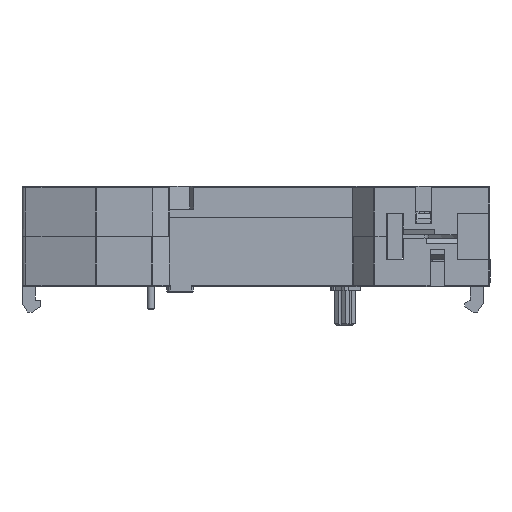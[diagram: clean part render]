
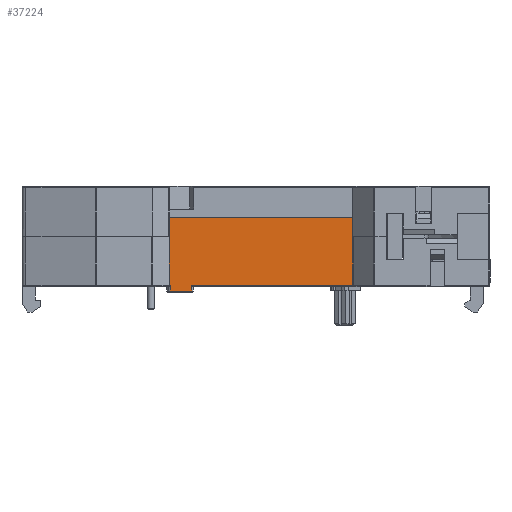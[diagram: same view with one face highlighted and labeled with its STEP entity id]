
A CAD part, front view. The second image highlights one B-rep face of the part: STEP entity #37224.
In plain terms, the highlighted planar face has unit normal (0, -1, 0).
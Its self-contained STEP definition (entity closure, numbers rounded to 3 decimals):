
#517 = VERTEX_POINT ( 'NONE', #6177 ) ;
#641 = DIRECTION ( 'NONE',  ( 0., 0., 1. ) ) ;
#696 = ORIENTED_EDGE ( 'NONE', *, *, #1390, .F. ) ;
#1062 = EDGE_CURVE ( 'NONE', #517, #13502, #15178, .T. ) ;
#1390 = EDGE_CURVE ( 'NONE', #33094, #2377, #2885, .T. ) ;
#1879 = EDGE_CURVE ( 'NONE', #2687, #21717, #4381, .T. ) ;
#2377 = VERTEX_POINT ( 'NONE', #40182 ) ;
#2687 = VERTEX_POINT ( 'NONE', #3228 ) ;
#2843 = ORIENTED_EDGE ( 'NONE', *, *, #1062, .F. ) ;
#2885 = LINE ( 'NONE', #7683, #9518 ) ;
#3228 = CARTESIAN_POINT ( 'NONE',  ( 17.7, -60.1, -4.3 ) ) ;
#4126 = VECTOR ( 'NONE', #35890, 1000. ) ;
#4381 = LINE ( 'NONE', #30311, #24351 ) ;
#4453 = CARTESIAN_POINT ( 'NONE',  ( 17.7, -60.1, -15.3 ) ) ;
#4815 = CARTESIAN_POINT ( 'NONE',  ( 17.7, -60.1, -17.3 ) ) ;
#5363 = ORIENTED_EDGE ( 'NONE', *, *, #10878, .F. ) ;
#6177 = CARTESIAN_POINT ( 'NONE',  ( 17.7, -60.1, -16.3 ) ) ;
#6211 = LINE ( 'NONE', #25977, #4126 ) ;
#6385 = CARTESIAN_POINT ( 'NONE',  ( 17.7, -60.1, -4.3 ) ) ;
#6587 = LINE ( 'NONE', #16657, #22525 ) ;
#7683 = CARTESIAN_POINT ( 'NONE',  ( -17.7, -60.1, -15.3 ) ) ;
#8529 = ORIENTED_EDGE ( 'NONE', *, *, #28109, .F. ) ;
#9518 = VECTOR ( 'NONE', #14153, 1000. ) ;
#9694 = EDGE_CURVE ( 'NONE', #21641, #31942, #40584, .T. ) ;
#10751 = VECTOR ( 'NONE', #37267, 1000. ) ;
#10878 = EDGE_CURVE ( 'NONE', #37557, #16275, #6211, .T. ) ;
#10973 = FACE_OUTER_BOUND ( 'NONE', #23310, .T. ) ;
#11339 = DIRECTION ( 'NONE',  ( 0., 1., 0. ) ) ;
#11995 = CARTESIAN_POINT ( 'NONE',  ( -10.793, -60.1, -19.678 ) ) ;
#12596 = VECTOR ( 'NONE', #25202, 1000. ) ;
#12957 = DIRECTION ( 'NONE',  ( 0., 0., -1. ) ) ;
#13011 = ORIENTED_EDGE ( 'NONE', *, *, #32057, .F. ) ;
#13502 = VERTEX_POINT ( 'NONE', #23369 ) ;
#14153 = DIRECTION ( 'NONE',  ( 0., 0., 1. ) ) ;
#14824 = CARTESIAN_POINT ( 'NONE',  ( -10.793, -60.1, -17.3 ) ) ;
#15178 = LINE ( 'NONE', #21909, #12596 ) ;
#15353 = AXIS2_PLACEMENT_3D ( 'NONE', #4453, #11339, #33792 ) ;
#16013 = VECTOR ( 'NONE', #27531, 1000. ) ;
#16275 = VERTEX_POINT ( 'NONE', #42155 ) ;
#16374 = LINE ( 'NONE', #6385, #29623 ) ;
#16657 = CARTESIAN_POINT ( 'NONE',  ( -14.52, -60.1, -19.662 ) ) ;
#17726 = VECTOR ( 'NONE', #12957, 1000. ) ;
#18698 = DIRECTION ( 'NONE',  ( 0., 0., -1. ) ) ;
#18922 = LINE ( 'NONE', #33849, #10751 ) ;
#19526 = ORIENTED_EDGE ( 'NONE', *, *, #1879, .F. ) ;
#21641 = VERTEX_POINT ( 'NONE', #14824 ) ;
#21717 = VERTEX_POINT ( 'NONE', #32091 ) ;
#21909 = CARTESIAN_POINT ( 'NONE',  ( 42.19, -60.1, -16.3 ) ) ;
#22525 = VECTOR ( 'NONE', #641, 1000. ) ;
#22680 = LINE ( 'NONE', #11995, #36489 ) ;
#22868 = ORIENTED_EDGE ( 'NONE', *, *, #9694, .F. ) ;
#23310 = EDGE_LOOP ( 'NONE', ( #2843, #13011, #19526, #8529, #696, #36076, #5363, #27127, #22868, #26300 ) ) ;
#23369 = CARTESIAN_POINT ( 'NONE',  ( -10.793, -60.1, -16.3 ) ) ;
#24351 = VECTOR ( 'NONE', #26890, 1000. ) ;
#25202 = DIRECTION ( 'NONE',  ( -1., 0., 0. ) ) ;
#25977 = CARTESIAN_POINT ( 'NONE',  ( 42.19, -60.1, -16.3 ) ) ;
#26076 = CARTESIAN_POINT ( 'NONE',  ( 17.7, -60.1, -15.3 ) ) ;
#26300 = ORIENTED_EDGE ( 'NONE', *, *, #37894, .F. ) ;
#26381 = LINE ( 'NONE', #26076, #17726 ) ;
#26890 = DIRECTION ( 'NONE',  ( 0., 0., -1. ) ) ;
#27127 = ORIENTED_EDGE ( 'NONE', *, *, #41477, .F. ) ;
#27531 = DIRECTION ( 'NONE',  ( -1., 0., 0. ) ) ;
#28109 = EDGE_CURVE ( 'NONE', #2377, #2687, #16374, .T. ) ;
#28267 = EDGE_CURVE ( 'NONE', #16275, #33094, #18922, .T. ) ;
#29623 = VECTOR ( 'NONE', #30069, 1000. ) ;
#30069 = DIRECTION ( 'NONE',  ( 1., 0., 0. ) ) ;
#30311 = CARTESIAN_POINT ( 'NONE',  ( 17.7, -60.1, -15.3 ) ) ;
#31942 = VERTEX_POINT ( 'NONE', #37563 ) ;
#32057 = EDGE_CURVE ( 'NONE', #21717, #517, #26381, .T. ) ;
#32091 = CARTESIAN_POINT ( 'NONE',  ( 17.7, -60.1, -7.65 ) ) ;
#33094 = VERTEX_POINT ( 'NONE', #42053 ) ;
#33792 = DIRECTION ( 'NONE',  ( 0., 0., 1. ) ) ;
#33849 = CARTESIAN_POINT ( 'NONE',  ( -17.7, -60.1, -15.3 ) ) ;
#35072 = CARTESIAN_POINT ( 'NONE',  ( -14.52, -60.1, -16.3 ) ) ;
#35890 = DIRECTION ( 'NONE',  ( -1., 0., 0. ) ) ;
#36076 = ORIENTED_EDGE ( 'NONE', *, *, #28267, .F. ) ;
#36489 = VECTOR ( 'NONE', #18698, 1000. ) ;
#37212 = PLANE ( 'NONE',  #15353 ) ;
#37224 = ADVANCED_FACE ( 'NONE', ( #10973 ), #37212, .F. ) ;
#37267 = DIRECTION ( 'NONE',  ( 0., 0., 1. ) ) ;
#37557 = VERTEX_POINT ( 'NONE', #35072 ) ;
#37563 = CARTESIAN_POINT ( 'NONE',  ( -14.52, -60.1, -17.3 ) ) ;
#37894 = EDGE_CURVE ( 'NONE', #13502, #21641, #22680, .T. ) ;
#40182 = CARTESIAN_POINT ( 'NONE',  ( -17.7, -60.1, -4.3 ) ) ;
#40584 = LINE ( 'NONE', #4815, #16013 ) ;
#41477 = EDGE_CURVE ( 'NONE', #31942, #37557, #6587, .T. ) ;
#42053 = CARTESIAN_POINT ( 'NONE',  ( -17.7, -60.1, -7.65 ) ) ;
#42155 = CARTESIAN_POINT ( 'NONE',  ( -17.7, -60.1, -16.3 ) ) ;
